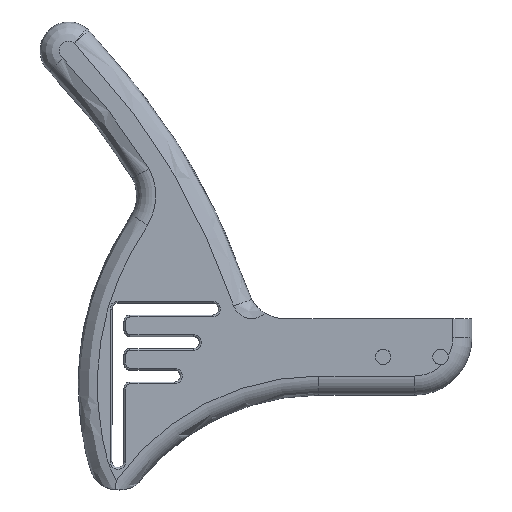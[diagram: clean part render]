
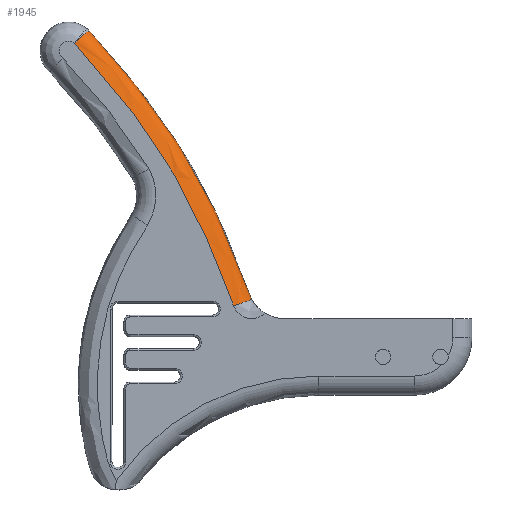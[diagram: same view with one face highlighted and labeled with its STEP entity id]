
A CAD part, top view. The second image highlights one B-rep face of the part: STEP entity #1945.
In plain terms, the highlighted free-form (B-spline) face has degree [3, 3] with [6, 10] control points.
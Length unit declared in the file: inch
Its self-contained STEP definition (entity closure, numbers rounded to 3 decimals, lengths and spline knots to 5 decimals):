
#30=B_SPLINE_SURFACE_WITH_KNOTS('',3,3,((#5041,#5042,#5043,#5044,#5045,
#5046,#5047,#5048,#5049,#5050),(#5051,#5052,#5053,#5054,#5055,#5056,#5057,
#5058,#5059,#5060),(#5061,#5062,#5063,#5064,#5065,#5066,#5067,#5068,#5069,
#5070),(#5071,#5072,#5073,#5074,#5075,#5076,#5077,#5078,#5079,#5080),(#5081,
#5082,#5083,#5084,#5085,#5086,#5087,#5088,#5089,#5090),(#5091,#5092,#5093,
#5094,#5095,#5096,#5097,#5098,#5099,#5100)),.UNSPECIFIED.,.F.,.F.,.F.,(4,
1,1,4),(4,1,1,1,1,1,1,4),(0.,0.28571,0.57143,1.),(0.,
2.93684,5.87368,8.81052,11.74736,14.6842,
17.62104,20.55788),.UNSPECIFIED.);
#82=B_SPLINE_CURVE_WITH_KNOTS('',3,(#3065,#3066,#3067,#3068,#3069,#3070,
#3071,#3072,#3073,#3074),.UNSPECIFIED.,.F.,.F.,(4,1,1,1,1,1,1,4),(-20.55788,
-17.62104,-14.6842,-11.74736,-8.81052,
-5.87368,-2.93684,0.),.UNSPECIFIED.);
#114=B_SPLINE_CURVE_WITH_KNOTS('',3,(#5031,#5032,#5033,#5034,#5035,#5036,
#5037,#5038,#5039,#5040),.UNSPECIFIED.,.F.,.F.,(4,1,1,1,1,1,1,4),(0.,
2.93684,5.87368,8.81052,11.74736,14.6842,
17.62104,20.55788),.UNSPECIFIED.);
#254=FACE_OUTER_BOUND('',#392,.T.);
#392=EDGE_LOOP('',(#1743,#1744,#1745,#1746));
#535=CIRCLE('',#2218,0.5);
#536=CIRCLE('',#2220,0.5);
#773=VERTEX_POINT('',#3062);
#774=VERTEX_POINT('',#3064);
#908=VERTEX_POINT('',#4425);
#914=VERTEX_POINT('',#4987);
#956=EDGE_CURVE('',#774,#773,#82,.T.);
#1192=EDGE_CURVE('',#774,#908,#535,.T.);
#1196=EDGE_CURVE('',#914,#908,#114,.T.);
#1197=EDGE_CURVE('',#773,#914,#536,.T.);
#1743=ORIENTED_EDGE('',*,*,#1192,.F.);
#1744=ORIENTED_EDGE('',*,*,#956,.T.);
#1745=ORIENTED_EDGE('',*,*,#1197,.T.);
#1746=ORIENTED_EDGE('',*,*,#1196,.T.);
#1945=ADVANCED_FACE('',(#254),#30,.F.);
#2218=AXIS2_PLACEMENT_3D('',#4958,#2816,#2817);
#2220=AXIS2_PLACEMENT_3D('',#5101,#2821,#2822);
#2816=DIRECTION('center_axis',(-0.674,0.739,0.));
#2817=DIRECTION('ref_axis',(0.739,0.674,0.));
#2821=DIRECTION('center_axis',(-0.344,0.939,0.));
#2822=DIRECTION('ref_axis',(0.,0.,
1.));
#3062=CARTESIAN_POINT('',(-0.86034,-1.26717,1.5));
#3064=CARTESIAN_POINT('',(-5.0159,5.60313,1.5));
#3065=CARTESIAN_POINT('Ctrl Pts',(-5.0159,5.60313,1.5));
#3066=CARTESIAN_POINT('Ctrl Pts',(-4.75624,5.31832,1.5));
#3067=CARTESIAN_POINT('Ctrl Pts',(-4.24729,4.73943,1.5));
#3068=CARTESIAN_POINT('Ctrl Pts',(-3.52136,3.83914,1.5));
#3069=CARTESIAN_POINT('Ctrl Pts',(-2.84696,2.89921,1.5));
#3070=CARTESIAN_POINT('Ctrl Pts',(-2.24536,1.9107,1.5));
#3071=CARTESIAN_POINT('Ctrl Pts',(-1.72459,0.87755,1.5));
#3072=CARTESIAN_POINT('Ctrl Pts',(-1.26776,-0.18546,
1.5));
#3073=CARTESIAN_POINT('Ctrl Pts',(-0.99278,-0.90523,
1.5));
#3074=CARTESIAN_POINT('Ctrl Pts',(-0.86034,-1.26717,1.5));
#4425=CARTESIAN_POINT('',(-4.6464,5.93999,1.));
#4958=CARTESIAN_POINT('Origin',(-5.0159,5.60313,1.));
#4987=CARTESIAN_POINT('',(-0.39079,-1.09536,1.));
#5031=CARTESIAN_POINT('Ctrl Pts',(-0.39079,-1.09536,
1.));
#5032=CARTESIAN_POINT('Ctrl Pts',(-0.52488,-0.7289,
1.));
#5033=CARTESIAN_POINT('Ctrl Pts',(-0.8038,0.00128,
1.));
#5034=CARTESIAN_POINT('Ctrl Pts',(-1.27036,1.08728,1.));
#5035=CARTESIAN_POINT('Ctrl Pts',(-1.80726,2.15287,1.));
#5036=CARTESIAN_POINT('Ctrl Pts',(-2.43038,3.17661,1.));
#5037=CARTESIAN_POINT('Ctrl Pts',(-3.1242,4.1433,1.));
#5038=CARTESIAN_POINT('Ctrl Pts',(-3.86523,5.0622,1.));
#5039=CARTESIAN_POINT('Ctrl Pts',(-4.38265,5.65068,1.));
#5040=CARTESIAN_POINT('Ctrl Pts',(-4.6464,5.93999,1.));
#5041=CARTESIAN_POINT('Ctrl Pts',(-0.39079,-1.09536,
1.));
#5042=CARTESIAN_POINT('Ctrl Pts',(-0.52488,-0.7289,
1.));
#5043=CARTESIAN_POINT('Ctrl Pts',(-0.8038,0.00128,
1.));
#5044=CARTESIAN_POINT('Ctrl Pts',(-1.27036,1.08728,1.));
#5045=CARTESIAN_POINT('Ctrl Pts',(-1.80726,2.15287,1.));
#5046=CARTESIAN_POINT('Ctrl Pts',(-2.43038,3.17661,1.));
#5047=CARTESIAN_POINT('Ctrl Pts',(-3.1242,4.1433,1.));
#5048=CARTESIAN_POINT('Ctrl Pts',(-3.86523,5.0622,1.));
#5049=CARTESIAN_POINT('Ctrl Pts',(-4.38265,5.65068,1.));
#5050=CARTESIAN_POINT('Ctrl Pts',(-4.6464,5.93999,1.));
#5051=CARTESIAN_POINT('Ctrl Pts',(-0.39079,-1.09536,
1.0748));
#5052=CARTESIAN_POINT('Ctrl Pts',(-0.52488,-0.7289,
1.0748));
#5053=CARTESIAN_POINT('Ctrl Pts',(-0.8038,0.00128,
1.0748));
#5054=CARTESIAN_POINT('Ctrl Pts',(-1.27036,1.08728,1.0748));
#5055=CARTESIAN_POINT('Ctrl Pts',(-1.80726,2.15287,1.0748));
#5056=CARTESIAN_POINT('Ctrl Pts',(-2.43038,3.17661,1.0748));
#5057=CARTESIAN_POINT('Ctrl Pts',(-3.1242,4.1433,1.0748));
#5058=CARTESIAN_POINT('Ctrl Pts',(-3.86523,5.0622,1.0748));
#5059=CARTESIAN_POINT('Ctrl Pts',(-4.38265,5.65068,1.0748));
#5060=CARTESIAN_POINT('Ctrl Pts',(-4.6464,5.93999,1.0748));
#5061=CARTESIAN_POINT('Ctrl Pts',(-0.42293,-1.10712,1.22412));
#5062=CARTESIAN_POINT('Ctrl Pts',(-0.55691,-0.74097,1.22412));
#5063=CARTESIAN_POINT('Ctrl Pts',(-0.83556,-0.0115,
1.22412));
#5064=CARTESIAN_POINT('Ctrl Pts',(-1.30145,1.07292,1.22412));
#5065=CARTESIAN_POINT('Ctrl Pts',(-1.83725,2.13629,1.22412));
#5066=CARTESIAN_POINT('Ctrl Pts',(-2.45889,3.15762,1.22412));
#5067=CARTESIAN_POINT('Ctrl Pts',(-3.15138,4.12248,1.22412));
#5068=CARTESIAN_POINT('Ctrl Pts',(-3.89138,5.04011,1.22412));
#5069=CARTESIAN_POINT('Ctrl Pts',(-4.40823,5.62793,1.22412));
#5070=CARTESIAN_POINT('Ctrl Pts',(-4.67169,5.91693,1.22412));
#5071=CARTESIAN_POINT('Ctrl Pts',(-0.58001,-1.1646,1.4344));
#5072=CARTESIAN_POINT('Ctrl Pts',(-0.71344,-0.79996,
1.4344));
#5073=CARTESIAN_POINT('Ctrl Pts',(-0.99077,-0.07398,
1.4344));
#5074=CARTESIAN_POINT('Ctrl Pts',(-1.45341,1.00276,1.4344));
#5075=CARTESIAN_POINT('Ctrl Pts',(-1.98381,2.05528,1.4344));
#5076=CARTESIAN_POINT('Ctrl Pts',(-2.59826,3.06482,1.4344));
#5077=CARTESIAN_POINT('Ctrl Pts',(-3.28425,4.02072,1.4344));
#5078=CARTESIAN_POINT('Ctrl Pts',(-4.01919,4.93213,1.4344));
#5079=CARTESIAN_POINT('Ctrl Pts',(-4.53321,5.51674,1.4344));
#5080=CARTESIAN_POINT('Ctrl Pts',(-4.7953,5.80424,1.4344));
#5081=CARTESIAN_POINT('Ctrl Pts',(-0.75497,-1.22862,
1.5));
#5082=CARTESIAN_POINT('Ctrl Pts',(-0.88778,-0.86567,
1.5));
#5083=CARTESIAN_POINT('Ctrl Pts',(-1.16365,-0.14355,1.5));
#5084=CARTESIAN_POINT('Ctrl Pts',(-1.62266,0.92461,1.5));
#5085=CARTESIAN_POINT('Ctrl Pts',(-2.14705,1.96504,1.5));
#5086=CARTESIAN_POINT('Ctrl Pts',(-2.75348,2.96146,1.5));
#5087=CARTESIAN_POINT('Ctrl Pts',(-3.43224,3.90739,1.5));
#5088=CARTESIAN_POINT('Ctrl Pts',(-4.16155,4.81186,1.5));
#5089=CARTESIAN_POINT('Ctrl Pts',(-4.67241,5.3929,1.5));
#5090=CARTESIAN_POINT('Ctrl Pts',(-4.93298,5.67872,1.5));
#5091=CARTESIAN_POINT('Ctrl Pts',(-0.86034,-1.26717,1.5));
#5092=CARTESIAN_POINT('Ctrl Pts',(-0.99278,-0.90523,
1.5));
#5093=CARTESIAN_POINT('Ctrl Pts',(-1.26776,-0.18546,
1.5));
#5094=CARTESIAN_POINT('Ctrl Pts',(-1.72459,0.87755,1.5));
#5095=CARTESIAN_POINT('Ctrl Pts',(-2.24536,1.9107,1.5));
#5096=CARTESIAN_POINT('Ctrl Pts',(-2.84696,2.89921,1.5));
#5097=CARTESIAN_POINT('Ctrl Pts',(-3.52136,3.83914,1.5));
#5098=CARTESIAN_POINT('Ctrl Pts',(-4.24729,4.73943,1.5));
#5099=CARTESIAN_POINT('Ctrl Pts',(-4.75624,5.31832,1.5));
#5100=CARTESIAN_POINT('Ctrl Pts',(-5.0159,5.60313,1.5));
#5101=CARTESIAN_POINT('Origin',(-0.86034,-1.26717,1.));
